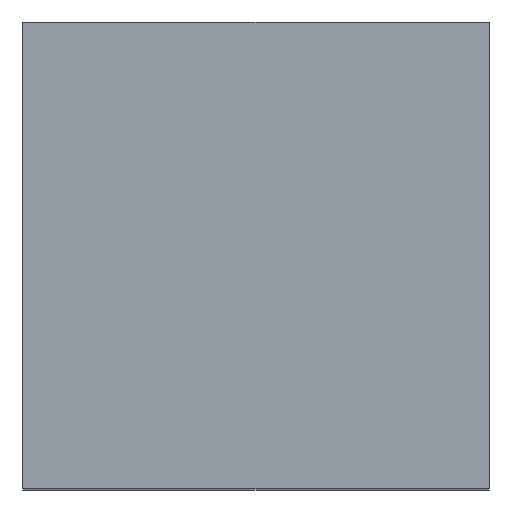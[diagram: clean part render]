
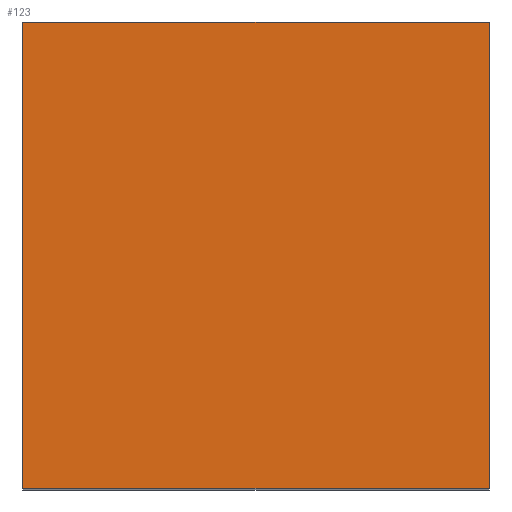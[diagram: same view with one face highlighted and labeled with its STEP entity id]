
A CAD part, top view. The second image highlights one B-rep face of the part: STEP entity #123.
In plain terms, the highlighted planar face has unit normal (0, 0, 1).
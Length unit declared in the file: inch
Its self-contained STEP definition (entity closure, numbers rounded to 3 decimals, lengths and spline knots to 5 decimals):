
#16=CARTESIAN_POINT('#16',(0.0,0.0,20.));
#17=VERTEX_POINT('#17',#16);
#18=CARTESIAN_POINT('#18',(0.0,10.,20.));
#19=VERTEX_POINT('#19',#18);
#20=CARTESIAN_POINT('#20',(10.,10.,20.));
#21=VERTEX_POINT('#21',#20);
#24=CARTESIAN_POINT('#24',(10.,0.0,20.));
#25=VERTEX_POINT('#25',#24);
#36=CARTESIAN_POINT('#36',(0.0,10.,20.));
#37=DIRECTION('#37',(0.0,-1.,0.0));
#38=VECTOR('#38',#37,10.);
#39=LINE('#39',#36,#38);
#44=CARTESIAN_POINT('#44',(0.0,10.,20.));
#45=DIRECTION('#45',(1.0,0.0,0.0));
#46=VECTOR('#46',#45,10.);
#47=LINE('#47',#44,#46);
#56=CARTESIAN_POINT('#56',(10.,0.0,20.));
#57=DIRECTION('#57',(-1.,0.0,0.0));
#58=VECTOR('#58',#57,10.);
#59=LINE('#59',#56,#58);
#60=CARTESIAN_POINT('#60',(10.,0.0,20.));
#61=DIRECTION('#61',(0.0,1.0,0.0));
#62=VECTOR('#62',#61,10.);
#63=LINE('#63',#60,#62);
#78=EDGE_CURVE('#78',#19,#17,#39,.T.);
#80=EDGE_CURVE('#80',#19,#21,#47,.T.);
#83=EDGE_CURVE('#83',#25,#17,#59,.T.);
#84=EDGE_CURVE('#84',#25,#21,#63,.T.);
#112=ORIENTED_EDGE('#112',*,*,#80,.F.);
#113=ORIENTED_EDGE('#113',*,*,#78,.T.);
#114=ORIENTED_EDGE('#114',*,*,#83,.F.);
#115=ORIENTED_EDGE('#115',*,*,#84,.T.);
#116=EDGE_LOOP('#116',(#112,#113,#114,#115));
#117=FACE_OUTER_BOUND('#117',#116,.T.);
#118=CARTESIAN_POINT('#118',(5.0,5.0,20.));
#119=DIRECTION('#119',(0.0,0.0,1.0));
#120=DIRECTION('#120',(-1.,0.0,0.0));
#121=AXIS2_PLACEMENT_3D('#121',#118,#119,#120);
#122=PLANE('#122',#121);
#123=ADVANCED_FACE('#123',(#117),#122,.T.);
